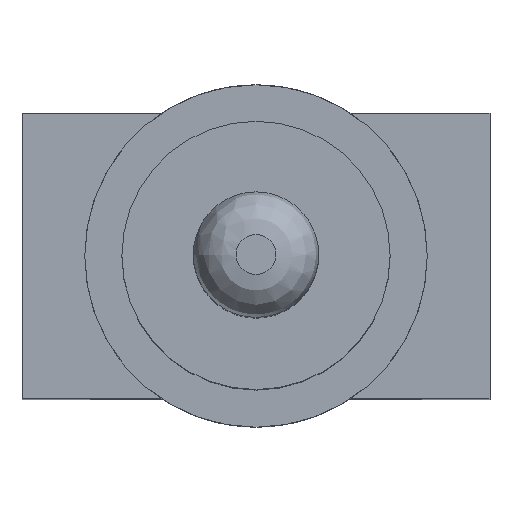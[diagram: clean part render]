
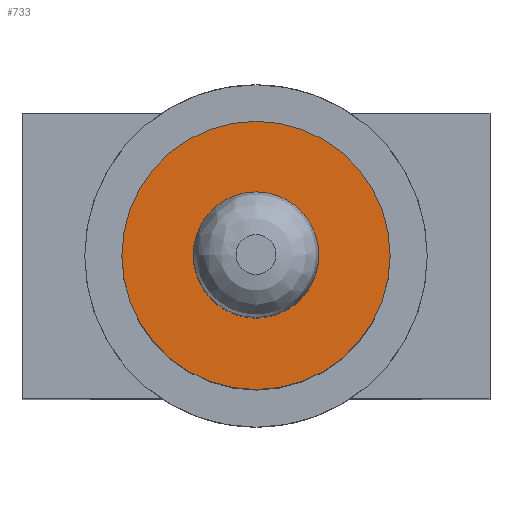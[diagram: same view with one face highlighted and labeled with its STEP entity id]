
A CAD part, top view. The second image highlights one B-rep face of the part: STEP entity #733.
In plain terms, the highlighted planar face has unit normal (0, 0, 1).
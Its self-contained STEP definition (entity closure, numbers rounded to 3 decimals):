
#15=FACE_BOUND('',#292,.T.);
#21=PLANE('',#796);
#248=FACE_OUTER_BOUND('',#291,.T.);
#291=EDGE_LOOP('',(#535));
#292=EDGE_LOOP('',(#536));
#339=CIRCLE('',#791,1.1);
#340=CIRCLE('',#794,2.35);
#351=VERTEX_POINT('',#1080);
#352=VERTEX_POINT('',#1085);
#421=EDGE_CURVE('',#351,#351,#339,.T.);
#422=EDGE_CURVE('',#352,#352,#340,.T.);
#535=ORIENTED_EDGE('',*,*,#422,.T.);
#536=ORIENTED_EDGE('',*,*,#421,.T.);
#733=ADVANCED_FACE('',(#248,#15),#21,.T.);
#791=AXIS2_PLACEMENT_3D('',#1082,#854,#855);
#794=AXIS2_PLACEMENT_3D('',#1086,#860,#861);
#796=AXIS2_PLACEMENT_3D('',#1090,#865,#866);
#854=DIRECTION('center_axis',(0.,0.,-1.));
#855=DIRECTION('ref_axis',(-1.,0.,0.));
#860=DIRECTION('center_axis',(0.,0.,1.));
#861=DIRECTION('ref_axis',(-1.,0.,0.));
#865=DIRECTION('center_axis',(0.,0.,1.));
#866=DIRECTION('ref_axis',(-1.,0.,0.));
#1080=CARTESIAN_POINT('',(1.1,0.,14.1));
#1082=CARTESIAN_POINT('Origin',(0.,0.,14.1));
#1085=CARTESIAN_POINT('',(2.35,0.,14.1));
#1086=CARTESIAN_POINT('Origin',(0.,0.,14.1));
#1090=CARTESIAN_POINT('Origin',(0.,0.,14.1));
